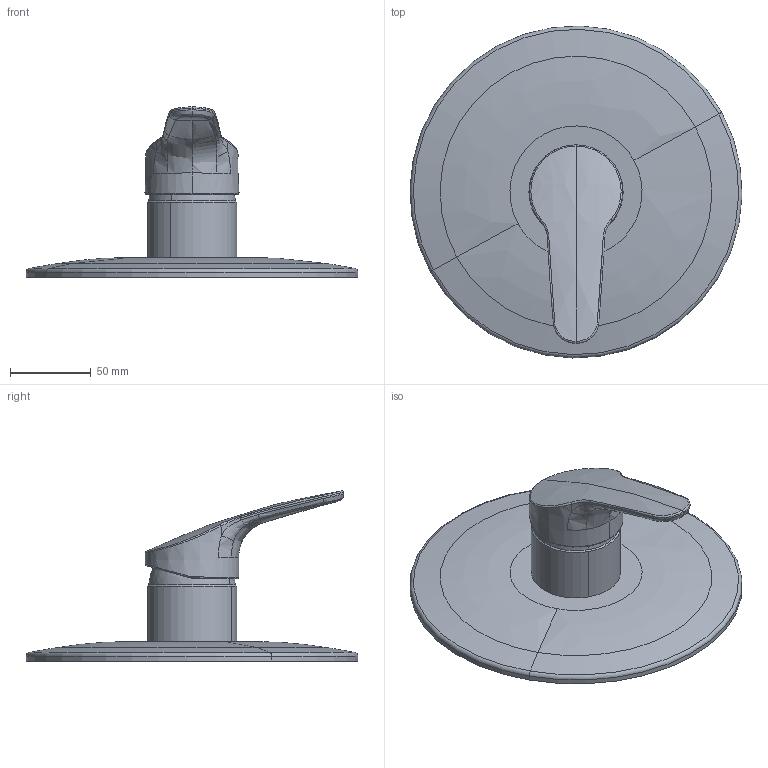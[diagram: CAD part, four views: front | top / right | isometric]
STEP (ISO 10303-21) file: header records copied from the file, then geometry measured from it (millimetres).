
FILE_DESCRIPTION (( 'STEP AP203' ), '1' );
FILE_NAME ('01859183.STEP', '2018-05-17T04:51:27', ( '' ), ( '' ), 'SwSTEP 2.0', 'SolidWorks 2016', '' );
FILE_SCHEMA (( 'CONFIG_CONTROL_DESIGN' ));
Length unit declared in the file: millimetre
Products named in the file (1): 01859183
Bounding box: 204.94 x 204.94 x 105.08 mm (x, y, z)
Volume: 490981.9 mm3; surface area: 85928.2 mm2
Topology: 1 solids, 1 shells, 64 faces, 151 edges, 88 vertices
Faces by surface type: bspline 42, cone 6, cylinder 6, torus 4, plane 4, sphere 2
Entity records: 5859 total; most frequent: CARTESIAN_POINT 4662, ORIENTED_EDGE 298, EDGE_CURVE 149, DIRECTION 128, B_SPLINE_CURVE_WITH_KNOTS 90, VERTEX_POINT 88, EDGE_LOOP 65, ADVANCED_FACE 64
